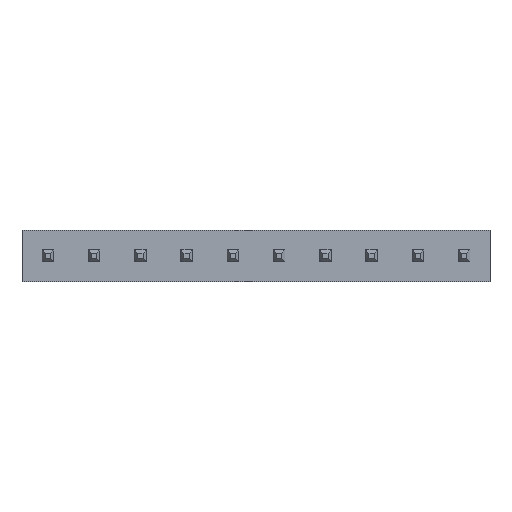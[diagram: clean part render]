
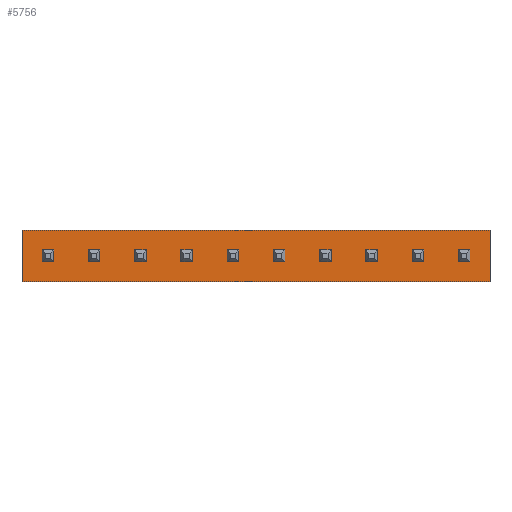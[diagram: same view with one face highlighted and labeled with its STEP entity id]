
A CAD part, top view. The second image highlights one B-rep face of the part: STEP entity #5756.
In plain terms, the highlighted planar face has unit normal (0, 0, 1).
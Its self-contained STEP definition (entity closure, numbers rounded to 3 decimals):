
#5631 = CARTESIAN_POINT ( 'NONE',  ( 24.28, 1.42, 2.54 ) ) ;
#5632 = VERTEX_POINT ( 'NONE', #5631 ) ;
#5639 = CARTESIAN_POINT ( 'NONE',  ( 24.28, -1.42, 2.54 ) ) ;
#5640 = VERTEX_POINT ( 'NONE', #5639 ) ;
#5641 = CARTESIAN_POINT ( 'NONE',  ( 24.28, -1.42, 2.54 ) ) ;
#5642 = DIRECTION ( 'NONE',  ( 0., 1., 0. ) ) ;
#5643 = VECTOR ( 'NONE', #5642, 1000. ) ;
#5644 = LINE ( 'NONE', #5641, #5643 ) ;
#5645 = EDGE_CURVE ( 'NONE', #5640, #5632, #5644, .T. ) ;
#5669 = CARTESIAN_POINT ( 'NONE',  ( -1.42, 1.42, 2.54 ) ) ;
#5670 = VERTEX_POINT ( 'NONE', #5669 ) ;
#5677 = CARTESIAN_POINT ( 'NONE',  ( -1.42, 1.42, 2.54 ) ) ;
#5678 = DIRECTION ( 'NONE',  ( -1., 0., 0. ) ) ;
#5679 = VECTOR ( 'NONE', #5678, 1000. ) ;
#5680 = LINE ( 'NONE', #5677, #5679 ) ;
#5681 = EDGE_CURVE ( 'NONE', #5632, #5670, #5680, .T. ) ;
#5700 = CARTESIAN_POINT ( 'NONE',  ( -1.42, -1.42, 2.54 ) ) ;
#5701 = VERTEX_POINT ( 'NONE', #5700 ) ;
#5708 = CARTESIAN_POINT ( 'NONE',  ( -1.42, -1.42, 2.54 ) ) ;
#5709 = DIRECTION ( 'NONE',  ( 0., -1., 0. ) ) ;
#5710 = VECTOR ( 'NONE', #5709, 1000. ) ;
#5711 = LINE ( 'NONE', #5708, #5710 ) ;
#5712 = EDGE_CURVE ( 'NONE', #5670, #5701, #5711, .T. ) ;
#5730 = CARTESIAN_POINT ( 'NONE',  ( -1.42, -1.42, 2.54 ) ) ;
#5731 = DIRECTION ( 'NONE',  ( 1., 0., 0. ) ) ;
#5732 = VECTOR ( 'NONE', #5731, 1000. ) ;
#5733 = LINE ( 'NONE', #5730, #5732 ) ;
#5734 = EDGE_CURVE ( 'NONE', #5701, #5640, #5733, .T. ) ;
#5745 = ORIENTED_EDGE ( 'NONE', *, *, #5645, .T. ) ;
#5746 = ORIENTED_EDGE ( 'NONE', *, *, #5681, .T. ) ;
#5747 = ORIENTED_EDGE ( 'NONE', *, *, #5712, .T. ) ;
#5748 = ORIENTED_EDGE ( 'NONE', *, *, #5734, .T. ) ;
#5749 = EDGE_LOOP ( 'NONE', ( #5745, #5746, #5747, #5748 ) ) ;
#5750 = FACE_OUTER_BOUND ( 'NONE', #5749, .T. ) ;
#5751 = CARTESIAN_POINT ( 'NONE',  ( 11.43, 0., 2.54 ) ) ;
#5752 = DIRECTION ( 'NONE',  ( 0., 0., -1. ) ) ;
#5753 = DIRECTION ( 'NONE',  ( 0., 1., 0. ) ) ;
#5754 = AXIS2_PLACEMENT_3D ( 'NONE', #5751, #5752, #5753 ) ;
#5755 = PLANE ( 'NONE', #5754 ) ;
#5756 = ADVANCED_FACE ( 'NONE', ( #5750 ), #5755, .F. ) ;
